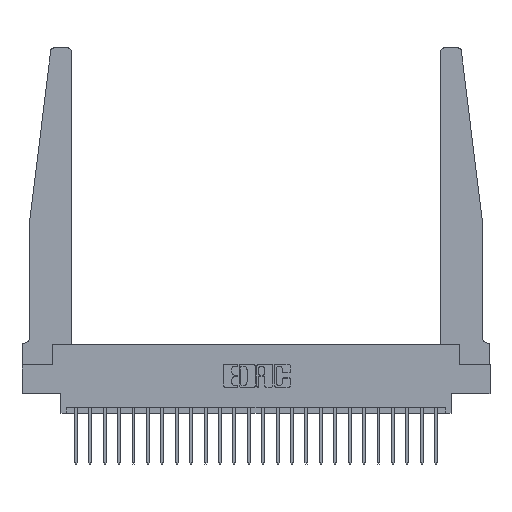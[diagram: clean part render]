
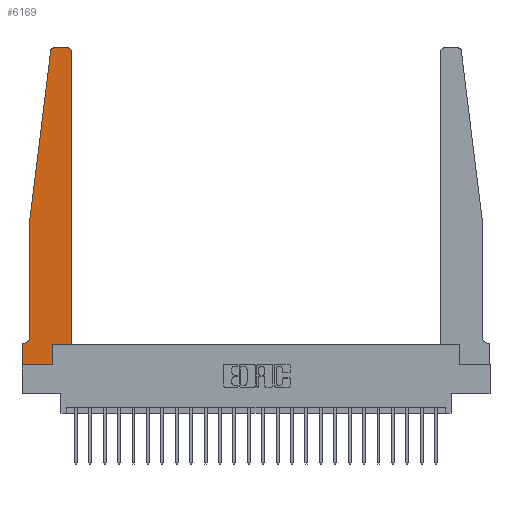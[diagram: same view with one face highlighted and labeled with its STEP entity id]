
A CAD part, top view. The second image highlights one B-rep face of the part: STEP entity #6169.
In plain terms, the highlighted planar face has unit normal (0, 0, 1).
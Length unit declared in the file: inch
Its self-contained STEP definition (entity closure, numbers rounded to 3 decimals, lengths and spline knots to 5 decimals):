
#322 = DIRECTION ( 'NONE',  ( 0., 0., -1. ) ) ;
#402 = EDGE_CURVE ( 'NONE', #7257, #21637, #12050, .T. ) ;
#431 = CARTESIAN_POINT ( 'NONE',  ( 0.065, 1.25, 0.37 ) ) ;
#545 = ORIENTED_EDGE ( 'NONE', *, *, #7499, .T. ) ;
#609 = CARTESIAN_POINT ( 'NONE',  ( 0.425, 2.72, 0.37 ) ) ;
#1239 = CIRCLE ( 'NONE', #9563, 0.03 ) ;
#1381 = VERTEX_POINT ( 'NONE', #11047 ) ;
#1395 = CARTESIAN_POINT ( 'NONE',  ( 0.24675, 2.72367, 0.37 ) ) ;
#1434 = PLANE ( 'NONE',  #13672 ) ;
#1927 = ORIENTED_EDGE ( 'NONE', *, *, #13417, .T. ) ;
#2572 = LINE ( 'NONE', #431, #15933 ) ;
#3413 = CARTESIAN_POINT ( 'NONE',  ( 0.27653, 2.72, 0.37 ) ) ;
#3528 = DIRECTION ( 'NONE',  ( 1., 0., 0. ) ) ;
#3622 = VERTEX_POINT ( 'NONE', #1395 ) ;
#4162 = ORIENTED_EDGE ( 'NONE', *, *, #22315, .T. ) ;
#4516 = LINE ( 'NONE', #6361, #17553 ) ;
#4654 = EDGE_LOOP ( 'NONE', ( #23596, #1927, #6144, #20740, #11793, #23704, #4162, #545, #22955, #22309, #19213, #14610 ) ) ;
#4954 = VERTEX_POINT ( 'NONE', #11935 ) ;
#4988 = CIRCLE ( 'NONE', #24360, 0.05 ) ;
#5448 = CARTESIAN_POINT ( 'NONE',  ( 0.395, 2.75, 0.37 ) ) ;
#5633 = CARTESIAN_POINT ( 'NONE',  ( 0., 0.1875, 0.37 ) ) ;
#5720 = EDGE_CURVE ( 'NONE', #10898, #10581, #11385, .T. ) ;
#6144 = ORIENTED_EDGE ( 'NONE', *, *, #14331, .T. ) ;
#6169 = ADVANCED_FACE ( 'NONE', ( #12980 ), #1434, .T. ) ;
#6361 = CARTESIAN_POINT ( 'NONE',  ( 0.425, 0.18, 0.37 ) ) ;
#7256 = AXIS2_PLACEMENT_3D ( 'NONE', #18215, #12747, #7416 ) ;
#7257 = VERTEX_POINT ( 'NONE', #609 ) ;
#7416 = DIRECTION ( 'NONE',  ( 1., 0., 0. ) ) ;
#7427 = DIRECTION ( 'NONE',  ( -1., 0., 0. ) ) ;
#7499 = EDGE_CURVE ( 'NONE', #4954, #14028, #9390, .T. ) ;
#7885 = DIRECTION ( 'NONE',  ( -1., 0., 0. ) ) ;
#8542 = CARTESIAN_POINT ( 'NONE',  ( 0.25, 2.75, 0.37 ) ) ;
#8884 = CARTESIAN_POINT ( 'NONE',  ( 0., 0.1875, 0.37 ) ) ;
#9390 = LINE ( 'NONE', #22862, #19206 ) ;
#9563 = AXIS2_PLACEMENT_3D ( 'NONE', #3413, #18657, #20514 ) ;
#10581 = VERTEX_POINT ( 'NONE', #20121 ) ;
#10647 = CARTESIAN_POINT ( 'NONE',  ( 0.015, 0.1875, 0.37 ) ) ;
#10898 = VERTEX_POINT ( 'NONE', #15771 ) ;
#11047 = CARTESIAN_POINT ( 'NONE',  ( 0.065, 0.2375, 0.37 ) ) ;
#11383 = CARTESIAN_POINT ( 'NONE',  ( 0.015, 0.2375, 0.37 ) ) ;
#11385 = LINE ( 'NONE', #17447, #14434 ) ;
#11494 = DIRECTION ( 'NONE',  ( 1., 0., 0. ) ) ;
#11793 = ORIENTED_EDGE ( 'NONE', *, *, #23599, .T. ) ;
#11935 = CARTESIAN_POINT ( 'NONE',  ( 0., 0., 0.37 ) ) ;
#12050 = CIRCLE ( 'NONE', #7256, 0.03 ) ;
#12109 = DIRECTION ( 'NONE',  ( 0., 1., 0. ) ) ;
#12484 = DIRECTION ( 'NONE',  ( 0., -1., 0. ) ) ;
#12747 = DIRECTION ( 'NONE',  ( 0., 0., 1. ) ) ;
#12980 = FACE_OUTER_BOUND ( 'NONE', #4654, .T. ) ;
#13417 = EDGE_CURVE ( 'NONE', #14197, #3622, #1239, .T. ) ;
#13464 = CARTESIAN_POINT ( 'NONE',  ( 0.065, 1.25, 0.37 ) ) ;
#13470 = CARTESIAN_POINT ( 'NONE',  ( 0.27653, 2.75, 0.37 ) ) ;
#13672 = AXIS2_PLACEMENT_3D ( 'NONE', #8884, #20521, #3528 ) ;
#14028 = VERTEX_POINT ( 'NONE', #20438 ) ;
#14197 = VERTEX_POINT ( 'NONE', #13470 ) ;
#14233 = LINE ( 'NONE', #18310, #19192 ) ;
#14321 = LINE ( 'NONE', #16305, #23494 ) ;
#14331 = EDGE_CURVE ( 'NONE', #3622, #15451, #2572, .T. ) ;
#14434 = VECTOR ( 'NONE', #11494, 39.37008 ) ;
#14492 = CARTESIAN_POINT ( 'NONE',  ( 0.2605, 0.18, 0.37 ) ) ;
#14610 = ORIENTED_EDGE ( 'NONE', *, *, #402, .T. ) ;
#14698 = VERTEX_POINT ( 'NONE', #10647 ) ;
#15230 = DIRECTION ( 'NONE',  ( 1., 0., 0. ) ) ;
#15291 = EDGE_CURVE ( 'NONE', #21637, #14197, #20285, .T. ) ;
#15451 = VERTEX_POINT ( 'NONE', #13464 ) ;
#15771 = CARTESIAN_POINT ( 'NONE',  ( 0.2605, 0.18, 0.37 ) ) ;
#15835 = DIRECTION ( 'NONE',  ( -0.122, -0.992, 0. ) ) ;
#15933 = VECTOR ( 'NONE', #15835, 39.37008 ) ;
#16111 = DIRECTION ( 'NONE',  ( -1., 0., 0. ) ) ;
#16216 = LINE ( 'NONE', #14492, #22333 ) ;
#16305 = CARTESIAN_POINT ( 'NONE',  ( 0., 0., 0.37 ) ) ;
#16868 = CARTESIAN_POINT ( 'NONE',  ( 0.065, 0.1875, 0.37 ) ) ;
#17214 = EDGE_CURVE ( 'NONE', #10581, #7257, #4516, .T. ) ;
#17447 = CARTESIAN_POINT ( 'NONE',  ( 0.425, 0.18, 0.37 ) ) ;
#17553 = VECTOR ( 'NONE', #12109, 39.37008 ) ;
#18215 = CARTESIAN_POINT ( 'NONE',  ( 0.395, 2.72, 0.37 ) ) ;
#18310 = CARTESIAN_POINT ( 'NONE',  ( 0.065, 1.25, 0.37 ) ) ;
#18564 = VERTEX_POINT ( 'NONE', #5633 ) ;
#18657 = DIRECTION ( 'NONE',  ( 0., 0., 1. ) ) ;
#18709 = LINE ( 'NONE', #16868, #19910 ) ;
#18970 = EDGE_CURVE ( 'NONE', #15451, #1381, #14233, .T. ) ;
#18972 = EDGE_CURVE ( 'NONE', #14028, #10898, #16216, .T. ) ;
#19192 = VECTOR ( 'NONE', #22242, 39.37008 ) ;
#19206 = VECTOR ( 'NONE', #15230, 39.37008 ) ;
#19213 = ORIENTED_EDGE ( 'NONE', *, *, #17214, .T. ) ;
#19533 = VECTOR ( 'NONE', #16111, 39.37008 ) ;
#19910 = VECTOR ( 'NONE', #7427, 39.37008 ) ;
#20121 = CARTESIAN_POINT ( 'NONE',  ( 0.425, 0.18, 0.37 ) ) ;
#20285 = LINE ( 'NONE', #8542, #19533 ) ;
#20438 = CARTESIAN_POINT ( 'NONE',  ( 0.2605, 0., 0.37 ) ) ;
#20443 = EDGE_CURVE ( 'NONE', #14698, #18564, #18709, .T. ) ;
#20514 = DIRECTION ( 'NONE',  ( 1., 0., 0. ) ) ;
#20521 = DIRECTION ( 'NONE',  ( 0., 0., 1. ) ) ;
#20740 = ORIENTED_EDGE ( 'NONE', *, *, #18970, .T. ) ;
#21637 = VERTEX_POINT ( 'NONE', #5448 ) ;
#22242 = DIRECTION ( 'NONE',  ( 0., -1., 0. ) ) ;
#22309 = ORIENTED_EDGE ( 'NONE', *, *, #5720, .T. ) ;
#22315 = EDGE_CURVE ( 'NONE', #18564, #4954, #14321, .T. ) ;
#22333 = VECTOR ( 'NONE', #23727, 39.37008 ) ;
#22862 = CARTESIAN_POINT ( 'NONE',  ( 0., 0., 0.37 ) ) ;
#22955 = ORIENTED_EDGE ( 'NONE', *, *, #18972, .T. ) ;
#23494 = VECTOR ( 'NONE', #12484, 39.37008 ) ;
#23596 = ORIENTED_EDGE ( 'NONE', *, *, #15291, .T. ) ;
#23599 = EDGE_CURVE ( 'NONE', #1381, #14698, #4988, .T. ) ;
#23704 = ORIENTED_EDGE ( 'NONE', *, *, #20443, .T. ) ;
#23727 = DIRECTION ( 'NONE',  ( 0., 1., 0. ) ) ;
#24360 = AXIS2_PLACEMENT_3D ( 'NONE', #11383, #322, #7885 ) ;
